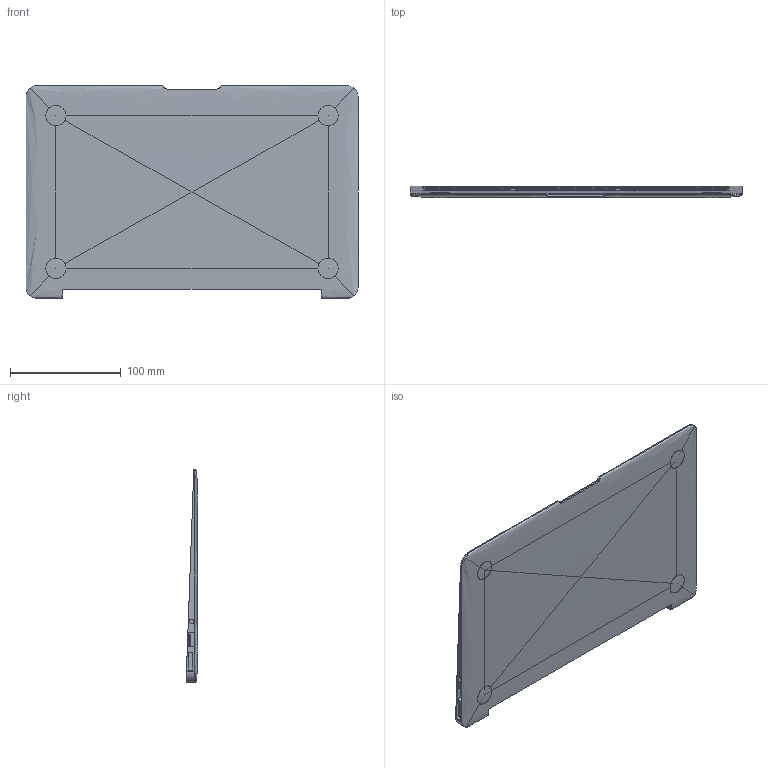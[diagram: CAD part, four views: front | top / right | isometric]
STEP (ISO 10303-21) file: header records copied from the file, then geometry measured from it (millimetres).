
FILE_DESCRIPTION(/* description */ (''),/* implementation_level */ '2;1');
FILE_NAME(/* name */ 'MacBookAir_base.step',/* time_stamp */ '2018-07-23T17:49:11+09:00',/* author */ ('autodesk_cloud'),/* organization */ (''),/* preprocessor_version */ 'ST-DEVELOPER v17',/* originating_system */ 'Autodesk Translation Framework v7.1.0.215',/* authorisation */ '');
FILE_SCHEMA (('AUTOMOTIVE_DESIGN { 1 0 10303 214 3 1 1 }'));
Length unit declared in the file: millimetre
Products named in the file (1): kadai4-2
Bounding box: 300 x 10.75 x 192 mm (x, y, z)
Volume: 335715.1 mm3; surface area: 271326.6 mm2
Topology: 59 solids, 59 shells, 871 faces, 2157 edges, 1438 vertices
Faces by surface type: plane 514, cylinder 341, bspline 16
Full cylindrical faces by diameter (mm): 4 x1, 18 x7
Entity records: 26845 total; most frequent: CARTESIAN_POINT 5543, DIRECTION 4520, ORIENTED_EDGE 4306, EDGE_CURVE 2153, AXIS2_PLACEMENT_3D 1543, VERTEX_POINT 1438, LINE 1434, VECTOR 1434
